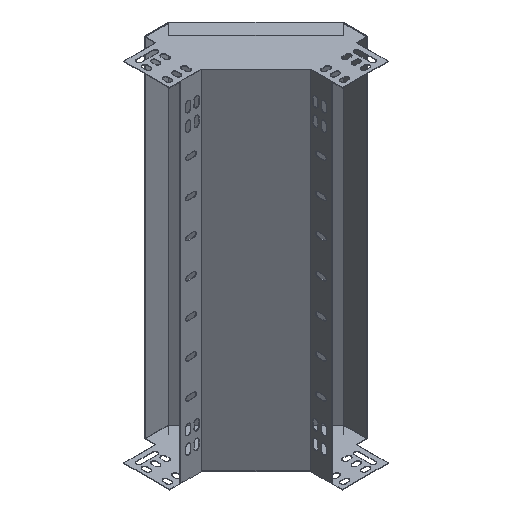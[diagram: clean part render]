
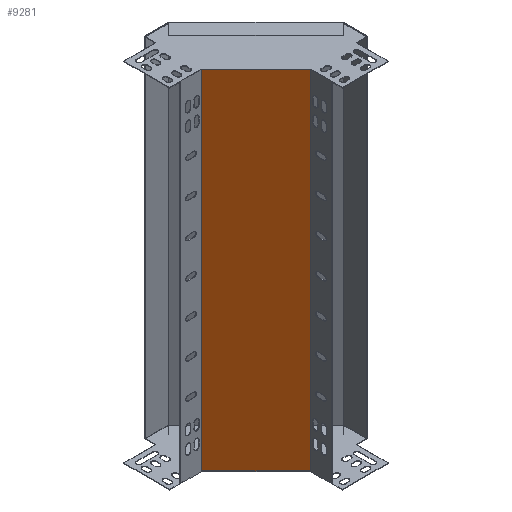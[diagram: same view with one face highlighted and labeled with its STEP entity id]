
A CAD part, isometric view. The second image highlights one B-rep face of the part: STEP entity #9281.
In plain terms, the highlighted planar face has unit normal (-0.707, -0.707, 0).
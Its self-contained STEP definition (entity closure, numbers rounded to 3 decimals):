
#163 = VERTEX_POINT ( 'NONE', #3262 ) ;
#174 = DIRECTION ( 'NONE',  ( 0.707, -0.707, 0. ) ) ;
#391 = DIRECTION ( 'NONE',  ( -0.707, 0.707, 0. ) ) ;
#424 = EDGE_CURVE ( 'NONE', #3143, #4451, #948, .T. ) ;
#508 = VECTOR ( 'NONE', #174, 1000. ) ;
#567 = VERTEX_POINT ( 'NONE', #8899 ) ;
#757 = LINE ( 'NONE', #4090, #508 ) ;
#882 = CARTESIAN_POINT ( 'NONE',  ( -50.86, -0.316, 370.829 ) ) ;
#913 = DIRECTION ( 'NONE',  ( -0.707, 0.707, 0. ) ) ;
#948 = LINE ( 'NONE', #9680, #3044 ) ;
#1001 = VECTOR ( 'NONE', #6503, 1000. ) ;
#1015 = EDGE_LOOP ( 'NONE', ( #7296, #1224, #3316, #5502, #3821, #7958 ) ) ;
#1224 = ORIENTED_EDGE ( 'NONE', *, *, #3863, .F. ) ;
#1284 = VERTEX_POINT ( 'NONE', #9920 ) ;
#1731 = CARTESIAN_POINT ( 'NONE',  ( 27.976, -79.153, 370.829 ) ) ;
#2106 = DIRECTION ( 'NONE',  ( 0.707, -0.707, 0. ) ) ;
#2839 = VECTOR ( 'NONE', #6536, 1000. ) ;
#3044 = VECTOR ( 'NONE', #391, 1000. ) ;
#3143 = VERTEX_POINT ( 'NONE', #8267 ) ;
#3262 = CARTESIAN_POINT ( 'NONE',  ( -11.442, -39.734, -129.171 ) ) ;
#3316 = ORIENTED_EDGE ( 'NONE', *, *, #3878, .T. ) ;
#3821 = ORIENTED_EDGE ( 'NONE', *, *, #3843, .T. ) ;
#3843 = EDGE_CURVE ( 'NONE', #4451, #9370, #5242, .T. ) ;
#3862 = EDGE_CURVE ( 'NONE', #567, #163, #4977, .T. ) ;
#3863 = EDGE_CURVE ( 'NONE', #1284, #567, #7092, .T. ) ;
#3878 = EDGE_CURVE ( 'NONE', #1284, #3143, #7311, .T. ) ;
#3880 = EDGE_CURVE ( 'NONE', #9370, #163, #757, .T. ) ;
#4049 = DIRECTION ( 'NONE',  ( 0., 0., -1. ) ) ;
#4090 = CARTESIAN_POINT ( 'NONE',  ( 27.979, -79.156, -129.171 ) ) ;
#4451 = VERTEX_POINT ( 'NONE', #4788 ) ;
#4788 = CARTESIAN_POINT ( 'NONE',  ( -50.86, -0.316, 370.829 ) ) ;
#4977 = LINE ( 'NONE', #9409, #2839 ) ;
#5242 = LINE ( 'NONE', #882, #1001 ) ;
#5248 = DIRECTION ( 'NONE',  ( -0.707, -0.707, 0. ) ) ;
#5306 = FACE_OUTER_BOUND ( 'NONE', #1015, .T. ) ;
#5472 = CARTESIAN_POINT ( 'NONE',  ( -50.86, -0.316, -129.171 ) ) ;
#5502 = ORIENTED_EDGE ( 'NONE', *, *, #424, .T. ) ;
#6120 = CARTESIAN_POINT ( 'NONE',  ( 27.979, -79.156, 370.829 ) ) ;
#6503 = DIRECTION ( 'NONE',  ( 0., 0., -1. ) ) ;
#6536 = DIRECTION ( 'NONE',  ( -0.707, 0.707, 0. ) ) ;
#6562 = AXIS2_PLACEMENT_3D ( 'NONE', #6120, #5248, #2106 ) ;
#6881 = VECTOR ( 'NONE', #913, 1000. ) ;
#6891 = PLANE ( 'NONE',  #6562 ) ;
#7092 = LINE ( 'NONE', #1731, #8945 ) ;
#7296 = ORIENTED_EDGE ( 'NONE', *, *, #3862, .F. ) ;
#7311 = LINE ( 'NONE', #8624, #6881 ) ;
#7958 = ORIENTED_EDGE ( 'NONE', *, *, #3880, .T. ) ;
#8267 = CARTESIAN_POINT ( 'NONE',  ( -11.442, -39.734, 370.829 ) ) ;
#8624 = CARTESIAN_POINT ( 'NONE',  ( 27.979, -79.156, 370.829 ) ) ;
#8899 = CARTESIAN_POINT ( 'NONE',  ( 27.976, -79.153, -129.171 ) ) ;
#8945 = VECTOR ( 'NONE', #4049, 1000. ) ;
#9281 = ADVANCED_FACE ( 'NONE', ( #5306 ), #6891, .T. ) ;
#9370 = VERTEX_POINT ( 'NONE', #5472 ) ;
#9409 = CARTESIAN_POINT ( 'NONE',  ( 27.979, -79.156, -129.171 ) ) ;
#9680 = CARTESIAN_POINT ( 'NONE',  ( -50.86, -0.316, 370.829 ) ) ;
#9920 = CARTESIAN_POINT ( 'NONE',  ( 27.976, -79.153, 370.829 ) ) ;
